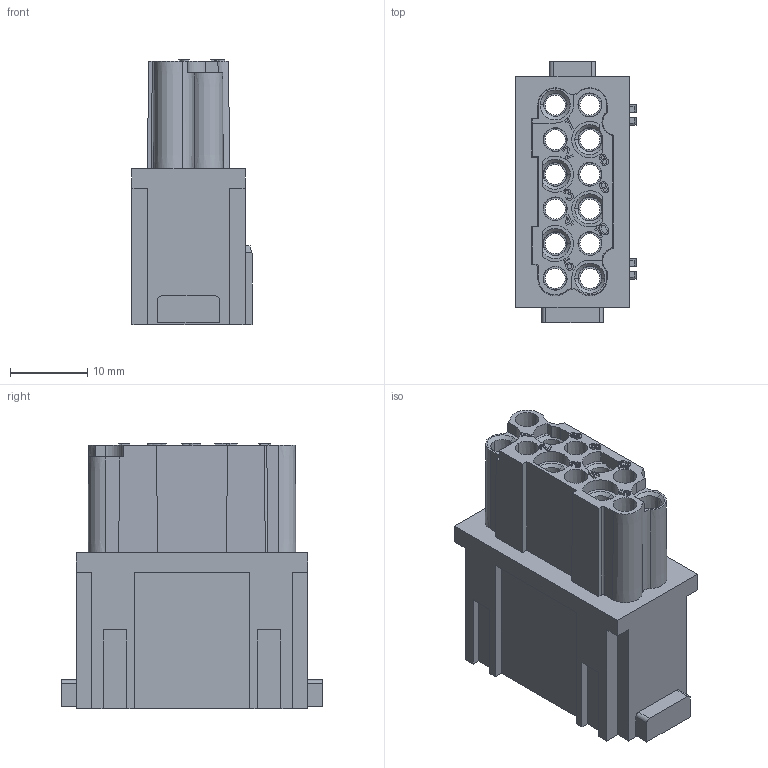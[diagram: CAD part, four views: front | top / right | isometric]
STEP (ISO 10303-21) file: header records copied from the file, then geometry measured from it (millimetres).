
FILE_DESCRIPTION(('Creo Elements/Direct Modeling STEP Export'),'2;1');
FILE_NAME('0lndrr04d35jb8b344','2017-10-06T11:13:27',(''),(''),'PTC Creo Elements/Direct Modeling STEP processor for AP214 (Solid Model)','PTC Creo Elements/Direct Modeling 19.0B 21-Mar-2015 (C) Parametric Technology GmbH','');
FILE_SCHEMA(('AUTOMOTIVE_DESIGN { 1 0 10303 214 1 1 1 1 }'));
Length unit declared in the file: millimetre
Products named in the file (2): CX_12_DF
Assembly tree (1 placements, depth 2):
  CX_12_DF
    CX_12_DF
Bounding box: 15.6 x 34 x 34.4 mm (x, y, z)
Volume: 7604.1 mm3; surface area: 8249.8 mm2
Topology: 1 solids, 1 shells, 674 faces, 1935 edges, 1292 vertices
Faces by surface type: plane 545, cone 68, cylinder 60, bspline 1
Entity records: 21642 total; most frequent: CARTESIAN_POINT 4058, ORIENTED_EDGE 3870, DIRECTION 3218, EDGE_CURVE 1935, VECTOR 1638, LINE 1638, VERTEX_POINT 1292, AXIS2_PLACEMENT_3D 790
